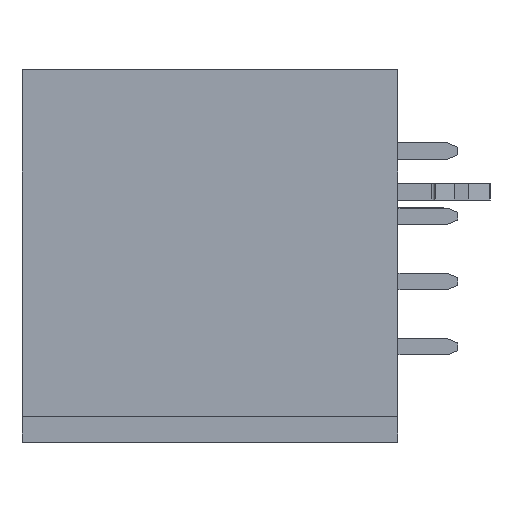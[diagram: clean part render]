
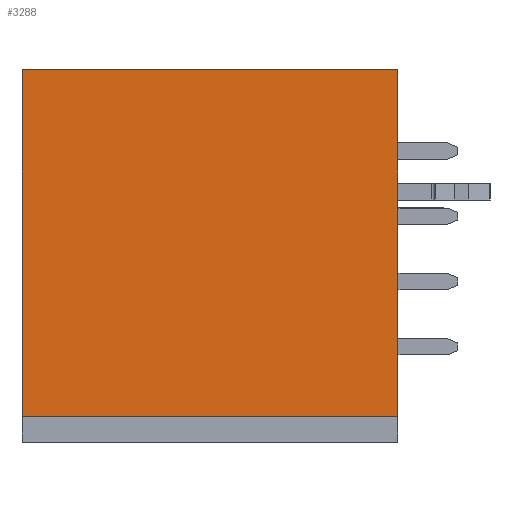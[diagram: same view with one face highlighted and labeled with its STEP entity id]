
A CAD part, left-side view. The second image highlights one B-rep face of the part: STEP entity #3288.
In plain terms, the highlighted planar face has unit normal (-1, 0, 0).
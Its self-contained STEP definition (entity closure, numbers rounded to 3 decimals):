
#3288 = ADVANCED_FACE( '', ( #6895 ), #6896, .F. );
#6895 = FACE_OUTER_BOUND( '', #10835, .T. );
#6896 = PLANE( '', #10836 );
#10835 = EDGE_LOOP( '', ( #20512, #20513, #20514, #20515 ) );
#10836 = AXIS2_PLACEMENT_3D( '', #20516, #20517, #20518 );
#20512 = ORIENTED_EDGE( '', *, *, #25688, .T. );
#20513 = ORIENTED_EDGE( '', *, *, #27919, .F. );
#20514 = ORIENTED_EDGE( '', *, *, #27481, .F. );
#20515 = ORIENTED_EDGE( '', *, *, #25386, .T. );
#20516 = CARTESIAN_POINT( '', ( -34.925, 14.62, -6.25 ) );
#20517 = DIRECTION( '', ( 1., 0., 0. ) );
#20518 = DIRECTION( '', ( 0., 0., -1. ) );
#25386 = EDGE_CURVE( '', #31172, #31170, #31173, .T. );
#25688 = EDGE_CURVE( '', #31170, #31640, #31642, .T. );
#27481 = EDGE_CURVE( '', #31172, #34186, #34187, .T. );
#27919 = EDGE_CURVE( '', #34186, #31640, #34719, .T. );
#31170 = VERTEX_POINT( '', #39219 );
#31172 = VERTEX_POINT( '', #39222 );
#31173 = LINE( '', #39223, #39224 );
#31640 = VERTEX_POINT( '', #39911 );
#31642 = LINE( '', #39914, #39915 );
#34186 = VERTEX_POINT( '', #43765 );
#34187 = LINE( '', #43766, #43767 );
#34719 = LINE( '', #44563, #44564 );
#39219 = CARTESIAN_POINT( '', ( -34.925, 0., -6.25 ) );
#39222 = CARTESIAN_POINT( '', ( -34.925, 14.62, -6.25 ) );
#39223 = CARTESIAN_POINT( '', ( -34.925, 14.62, -6.25 ) );
#39224 = VECTOR( '', #46892, 1000. );
#39911 = CARTESIAN_POINT( '', ( -34.925, 0., 7.25 ) );
#39914 = CARTESIAN_POINT( '', ( -34.925, 0., -6.25 ) );
#39915 = VECTOR( '', #47135, 1000. );
#43765 = CARTESIAN_POINT( '', ( -34.925, 14.62, 7.25 ) );
#43766 = CARTESIAN_POINT( '', ( -34.925, 14.62, -6.25 ) );
#43767 = VECTOR( '', #48562, 1000. );
#44563 = CARTESIAN_POINT( '', ( -34.925, 14.62, 7.25 ) );
#44564 = VECTOR( '', #48887, 1000. );
#46892 = DIRECTION( '', ( 0., -1., 0. ) );
#47135 = DIRECTION( '', ( 0., 0., 1. ) );
#48562 = DIRECTION( '', ( 0., 0., 1. ) );
#48887 = DIRECTION( '', ( 0., -1., 0. ) );
